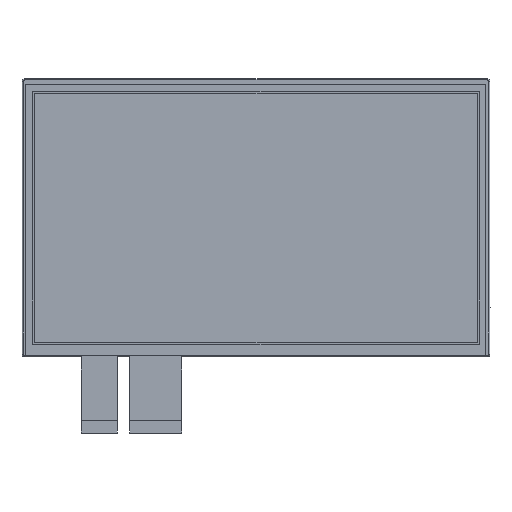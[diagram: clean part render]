
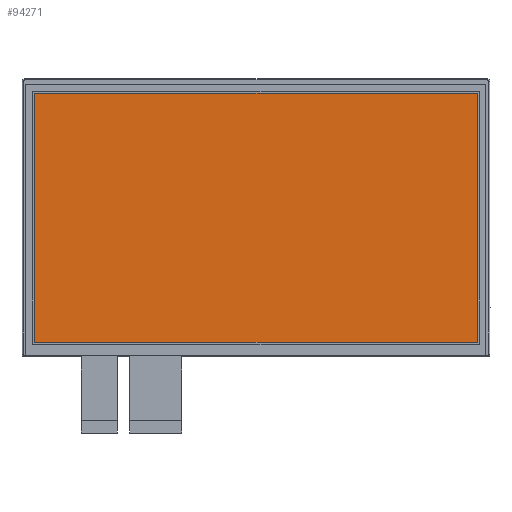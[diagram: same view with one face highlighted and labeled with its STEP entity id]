
A CAD part, top view. The second image highlights one B-rep face of the part: STEP entity #94271.
In plain terms, the highlighted planar face has unit normal (0, 0, 1).
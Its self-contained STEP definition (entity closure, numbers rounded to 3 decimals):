
#6423=FACE_OUTER_BOUND('',#11552,.T.);
#11552=EDGE_LOOP('',(#64999,#65000,#65001,#65002));
#18125=LINE('',#137532,#28873);
#18129=LINE('',#137540,#28877);
#18132=LINE('',#137546,#28880);
#18135=LINE('',#137551,#28883);
#28873=VECTOR('',#109928,10.);
#28877=VECTOR('',#109934,10.);
#28880=VECTOR('',#109939,10.);
#28883=VECTOR('',#109944,10.);
#39060=VERTEX_POINT('',#137530);
#39061=VERTEX_POINT('',#137531);
#39064=VERTEX_POINT('',#137539);
#39066=VERTEX_POINT('',#137545);
#48773=EDGE_CURVE('',#39060,#39061,#18125,.T.);
#48777=EDGE_CURVE('',#39064,#39060,#18129,.T.);
#48780=EDGE_CURVE('',#39066,#39064,#18132,.T.);
#48783=EDGE_CURVE('',#39061,#39066,#18135,.T.);
#64999=ORIENTED_EDGE('',*,*,#48773,.T.);
#65000=ORIENTED_EDGE('',*,*,#48783,.T.);
#65001=ORIENTED_EDGE('',*,*,#48780,.T.);
#65002=ORIENTED_EDGE('',*,*,#48777,.T.);
#90959=PLANE('',#99424);
#94271=ADVANCED_FACE('',(#6423),#90959,.T.);
#99424=AXIS2_PLACEMENT_3D('',#137595,#109986,#109987);
#109928=DIRECTION('',(0.,-1.,0.));
#109934=DIRECTION('',(-1.,0.,0.));
#109939=DIRECTION('',(0.,1.,0.));
#109944=DIRECTION('',(1.,0.,0.));
#109986=DIRECTION('center_axis',(0.,0.,
1.));
#109987=DIRECTION('ref_axis',(1.,0.,0.));
#137530=CARTESIAN_POINT('',(-172.15,96.8,5.185));
#137531=CARTESIAN_POINT('',(-172.15,-96.8,5.185));
#137532=CARTESIAN_POINT('',(-172.15,47.44,5.185));
#137539=CARTESIAN_POINT('',(172.15,96.8,5.185));
#137540=CARTESIAN_POINT('',(85.82,96.8,5.185));
#137545=CARTESIAN_POINT('',(172.15,-96.8,5.185));
#137546=CARTESIAN_POINT('',(172.15,-49.36,5.185));
#137551=CARTESIAN_POINT('',(-86.33,-96.8,5.185));
#137595=CARTESIAN_POINT('Origin',(-0.51,-1.92,5.185));
